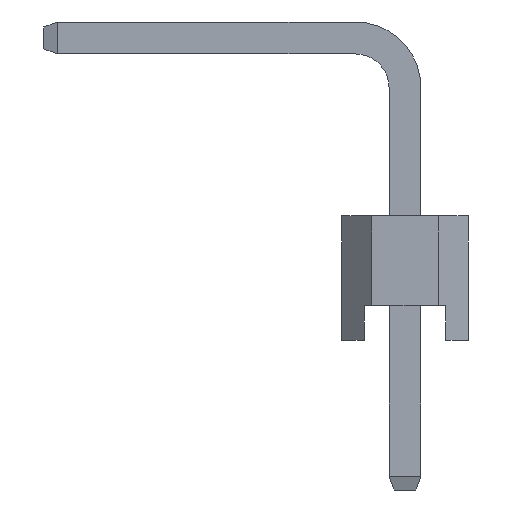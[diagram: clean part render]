
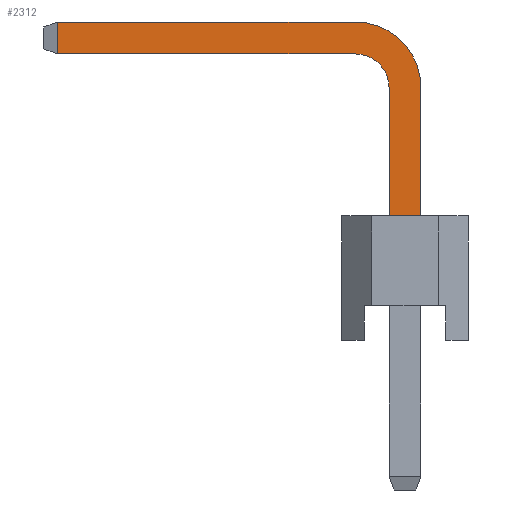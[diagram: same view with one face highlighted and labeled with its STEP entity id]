
A CAD part, left-side view. The second image highlights one B-rep face of the part: STEP entity #2312.
In plain terms, the highlighted planar face has unit normal (-1, 0, 0).
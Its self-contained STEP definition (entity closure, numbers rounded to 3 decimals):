
#2312=ADVANCED_FACE('',(#7102),#7104,.T.);
#7102=FACE_BOUND('',#7103,.T.);
#7103=EDGE_LOOP('',(#11049,#11050,#11051,#11052,#11053,#11054,#11055,#11056));
#7104=PLANE('',#7105);
#7105=AXIS2_PLACEMENT_3D('',#7106,#7107,#7108);
#7106=CARTESIAN_POINT('',(-0.32,0.32,-3.));
#7107=DIRECTION('',(-1.,0.,0.));
#7108=DIRECTION('',(0.,-1.,0.));
#11049=ORIENTED_EDGE('',*,*,#13442,.F.);
#11050=ORIENTED_EDGE('',*,*,#13443,.F.);
#11051=ORIENTED_EDGE('',*,*,#13444,.F.);
#11052=ORIENTED_EDGE('',*,*,#13431,.F.);
#11053=ORIENTED_EDGE('',*,*,#12550,.T.);
#11054=ORIENTED_EDGE('',*,*,#13441,.T.);
#11055=ORIENTED_EDGE('',*,*,#13445,.T.);
#11056=ORIENTED_EDGE('',*,*,#13446,.T.);
#12550=EDGE_CURVE('',#14208,#14212,#14214,.T.);
#13431=EDGE_CURVE('',#14208,#15693,#15694,.T.);
#13441=EDGE_CURVE('',#14212,#15709,#15711,.T.);
#13442=EDGE_CURVE('',#15712,#15713,#15714,.T.);
#13443=EDGE_CURVE('',#15715,#15712,#15716,.T.);
#13444=EDGE_CURVE('',#15693,#15715,#15717,.T.);
#13445=EDGE_CURVE('',#15709,#15718,#15719,.T.);
#13446=EDGE_CURVE('',#15718,#15713,#15720,.T.);
#14208=VERTEX_POINT('',#16986);
#14212=VERTEX_POINT('',#16994);
#14214=LINE('',#16998,#16999);
#15693=VERTEX_POINT('',#20307);
#15694=LINE('',#20308,#20309);
#15709=VERTEX_POINT('',#20343);
#15711=LINE('',#20347,#20348);
#15712=VERTEX_POINT('',#20350);
#15713=VERTEX_POINT('',#20351);
#15714=LINE('',#20352,#20353);
#15715=VERTEX_POINT('',#20355);
#15716=LINE('',#20356,#20357);
#15717=CIRCLE('',#20359,0.68);
#15718=VERTEX_POINT('',#20363);
#15719=CIRCLE('',#20364,1.32);
#15720=LINE('',#20368,#20369);
#16986=CARTESIAN_POINT('',(-0.32,0.32,2.5));
#16994=CARTESIAN_POINT('',(-0.32,-0.32,2.5));
#16998=CARTESIAN_POINT('',(-0.32,0.32,2.5));
#16999=VECTOR('',#17000,1.);
#17000=DIRECTION('',(0.,-1.,0.));
#20307=CARTESIAN_POINT('',(-0.32,0.32,5.07));
#20308=CARTESIAN_POINT('',(-0.32,0.32,2.5));
#20309=VECTOR('',#20310,1.);
#20310=DIRECTION('',(0.,0.,1.));
#20343=CARTESIAN_POINT('',(-0.32,-0.32,5.07));
#20347=CARTESIAN_POINT('',(-0.32,-0.32,2.5));
#20348=VECTOR('',#20349,1.);
#20349=DIRECTION('',(0.,0.,1.));
#20350=CARTESIAN_POINT('',(-0.32,6.975,5.75));
#20351=CARTESIAN_POINT('',(-0.32,6.975,6.39));
#20352=CARTESIAN_POINT('',(-0.32,6.975,5.75));
#20353=VECTOR('',#20354,1.);
#20354=DIRECTION('',(0.,0.,1.));
#20355=CARTESIAN_POINT('',(-0.32,1.,5.75));
#20356=CARTESIAN_POINT('',(-0.32,1.,5.75));
#20357=VECTOR('',#20358,1.);
#20358=DIRECTION('',(0.,1.,0.));
#20359=AXIS2_PLACEMENT_3D('',#20360,#20361,#20362);
#20360=CARTESIAN_POINT('',(-0.32,1.,5.07));
#20361=DIRECTION('',(-1.,-0.,0.));
#20362=DIRECTION('',(0.,-1.,0.));
#20363=CARTESIAN_POINT('',(-0.32,1.,6.39));
#20364=AXIS2_PLACEMENT_3D('',#20365,#20366,#20367);
#20365=CARTESIAN_POINT('',(-0.32,1.,5.07));
#20366=DIRECTION('',(-1.,-0.,0.));
#20367=DIRECTION('',(0.,-1.,0.));
#20368=CARTESIAN_POINT('',(-0.32,1.,6.39));
#20369=VECTOR('',#20370,1.);
#20370=DIRECTION('',(0.,1.,0.));
